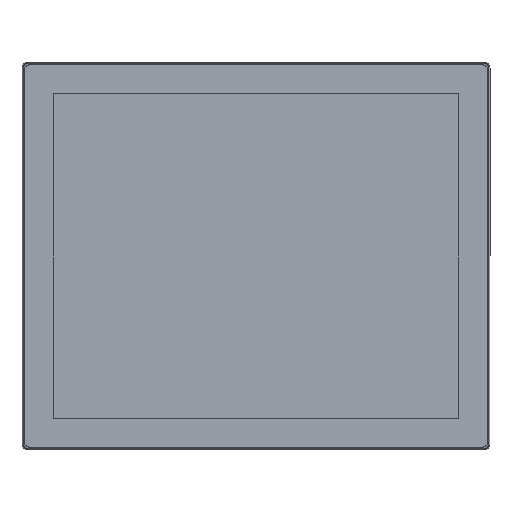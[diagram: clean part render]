
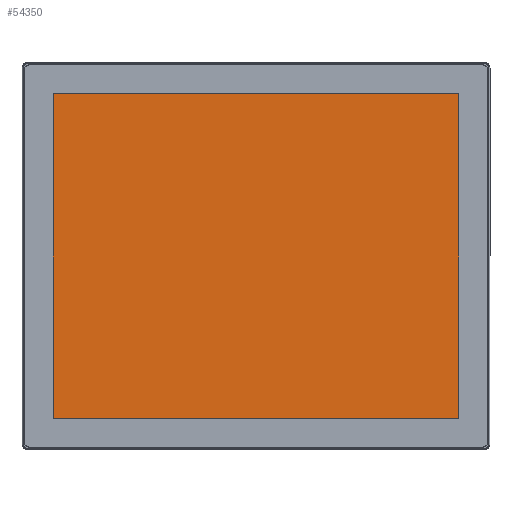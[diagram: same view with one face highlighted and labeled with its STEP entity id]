
A CAD part, front view. The second image highlights one B-rep face of the part: STEP entity #54350.
In plain terms, the highlighted planar face has unit normal (0, -1, 0).
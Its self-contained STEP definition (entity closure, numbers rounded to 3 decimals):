
#13132 = DIRECTION ( 'NONE',  ( 0., 0., 1. ) ) ;
#16152 = EDGE_CURVE ( 'NONE', #24427, #54993, #44849, .T. ) ;
#19803 = DIRECTION ( 'NONE',  ( -1., 0., 0. ) ) ;
#23151 = EDGE_CURVE ( 'NONE', #37908, #24427, #50712, .T. ) ;
#24427 = VERTEX_POINT ( 'NONE', #69510 ) ;
#27450 = CARTESIAN_POINT ( 'NONE',  ( -189.3, -7.4, 151.4 ) ) ;
#31307 = ORIENTED_EDGE ( 'NONE', *, *, #23151, .T. ) ;
#31999 = VERTEX_POINT ( 'NONE', #64777 ) ;
#37908 = VERTEX_POINT ( 'NONE', #83053 ) ;
#38065 = DIRECTION ( 'NONE',  ( 0., 0., -1. ) ) ;
#41112 = LINE ( 'NONE', #72380, #50141 ) ;
#44849 = LINE ( 'NONE', #52015, #69446 ) ;
#46246 = DIRECTION ( 'NONE',  ( 0., -1., 0. ) ) ;
#47356 = EDGE_LOOP ( 'NONE', ( #80592, #31307, #57283, #59516 ) ) ;
#50141 = VECTOR ( 'NONE', #58483, 1000. ) ;
#50712 = LINE ( 'NONE', #96811, #91512 ) ;
#52015 = CARTESIAN_POINT ( 'NONE',  ( 189.3, -7.4, 151.4 ) ) ;
#54350 = ADVANCED_FACE ( 'NONE', ( #94383 ), #70858, .T. ) ;
#54993 = VERTEX_POINT ( 'NONE', #65304 ) ;
#57283 = ORIENTED_EDGE ( 'NONE', *, *, #16152, .T. ) ;
#58483 = DIRECTION ( 'NONE',  ( 0., 0., -1. ) ) ;
#59516 = ORIENTED_EDGE ( 'NONE', *, *, #88197, .T. ) ;
#63170 = CARTESIAN_POINT ( 'NONE',  ( 0., -7.4, 0. ) ) ;
#64777 = CARTESIAN_POINT ( 'NONE',  ( -189.3, -7.4, 151.4 ) ) ;
#65304 = CARTESIAN_POINT ( 'NONE',  ( 189.3, -7.4, 151.4 ) ) ;
#69446 = VECTOR ( 'NONE', #13132, 1000. ) ;
#69510 = CARTESIAN_POINT ( 'NONE',  ( 189.3, -7.4, -151.4 ) ) ;
#70858 = PLANE ( 'NONE',  #78288 ) ;
#72380 = CARTESIAN_POINT ( 'NONE',  ( -189.3, -7.4, 151.4 ) ) ;
#73794 = DIRECTION ( 'NONE',  ( 1., 0., 0. ) ) ;
#78130 = VECTOR ( 'NONE', #19803, 1000. ) ;
#78288 = AXIS2_PLACEMENT_3D ( 'NONE', #63170, #46246, #38065 ) ;
#80592 = ORIENTED_EDGE ( 'NONE', *, *, #80864, .T. ) ;
#80864 = EDGE_CURVE ( 'NONE', #31999, #37908, #41112, .T. ) ;
#83053 = CARTESIAN_POINT ( 'NONE',  ( -189.3, -7.4, -151.4 ) ) ;
#88197 = EDGE_CURVE ( 'NONE', #54993, #31999, #97641, .T. ) ;
#91512 = VECTOR ( 'NONE', #73794, 1000. ) ;
#94383 = FACE_OUTER_BOUND ( 'NONE', #47356, .T. ) ;
#96811 = CARTESIAN_POINT ( 'NONE',  ( -189.3, -7.4, -151.4 ) ) ;
#97641 = LINE ( 'NONE', #27450, #78130 ) ;
